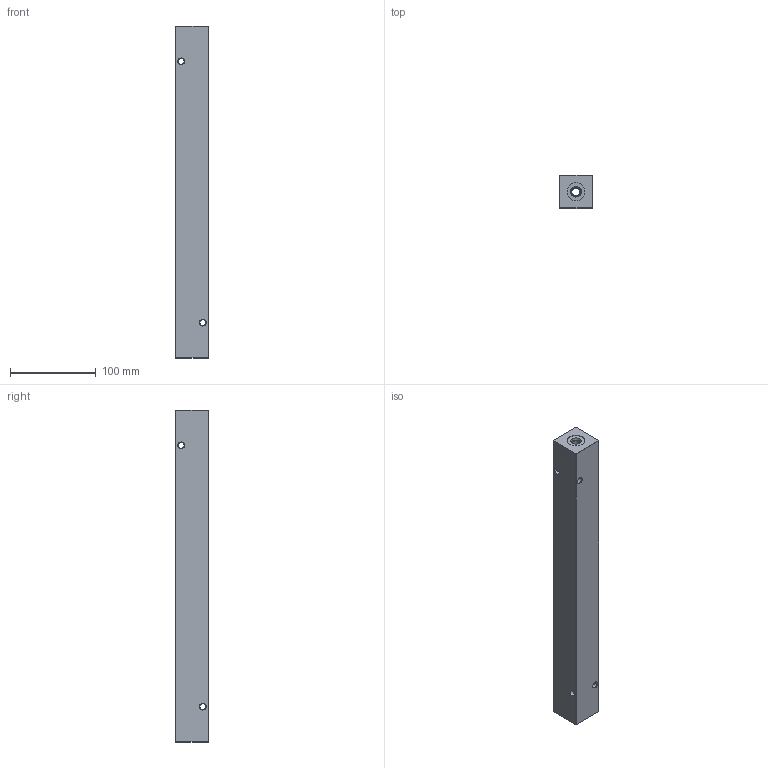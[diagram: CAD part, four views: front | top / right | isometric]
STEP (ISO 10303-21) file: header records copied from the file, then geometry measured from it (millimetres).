
FILE_DESCRIPTION (( 'STEP AP203' ), '1' );
FILE_NAME ('HM-10-0-S-4-2.STEP', '2020-09-28T19:55:02', ( '' ), ( '' ), 'SwSTEP 2.0', 'SolidWorks 2019', '' );
FILE_SCHEMA (( 'CONFIG_CONTROL_DESIGN' ));
Length unit declared in the file: inch
Products named in the file (1): HM-10-0-S-4-2
Bounding box: 38.1 x 38.1 x 387.35 mm (x, y, z)
Volume: 520827.1 mm3; surface area: 78571.4 mm2
Topology: 1 solids, 1 shells, 605 faces, 1537 edges, 976 vertices
Faces by surface type: plane 248, bspline 183, cone 88, cylinder 86
Entity records: 27590 total; most frequent: CARTESIAN_POINT 14126, ORIENTED_EDGE 3074, DIRECTION 2163, EDGE_CURVE 1537, VERTEX_POINT 976, VECTOR 913, LINE 913, EDGE_LOOP 681
